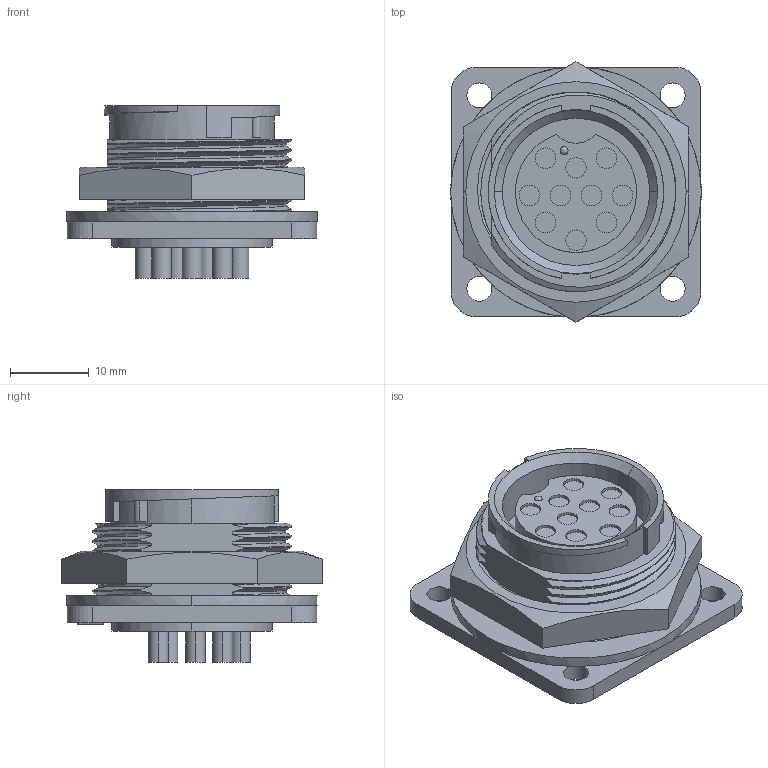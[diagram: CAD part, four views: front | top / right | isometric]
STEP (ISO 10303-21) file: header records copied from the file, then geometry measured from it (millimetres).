
FILE_DESCRIPTION (( 'STEP AP203' ), '1' );
FILE_NAME ('14380-10SG-300.STEP', '2014-09-19T19:49:18', ( '' ), ( '' ), 'SwSTEP 2.0', 'SolidWorks 2014', '' );
FILE_SCHEMA (( 'CONFIG_CONTROL_DESIGN' ));
Length unit declared in the file: millimetre
Products named in the file (1): 14380-10SG-300
Bounding box: 31.75 x 33 x 21.87 mm (x, y, z)
Volume: 9189.4 mm3; surface area: 6158 mm2
Topology: 2 solids, 2 shells, 233 faces, 586 edges, 384 vertices
Faces by surface type: cylinder 100, plane 100, bspline 29, cone 4
Entity records: 12802 total; most frequent: CARTESIAN_POINT 7351, ORIENTED_EDGE 1172, DIRECTION 1056, EDGE_CURVE 586, AXIS2_PLACEMENT_3D 394, VERTEX_POINT 384, EDGE_LOOP 270, VECTOR 268
